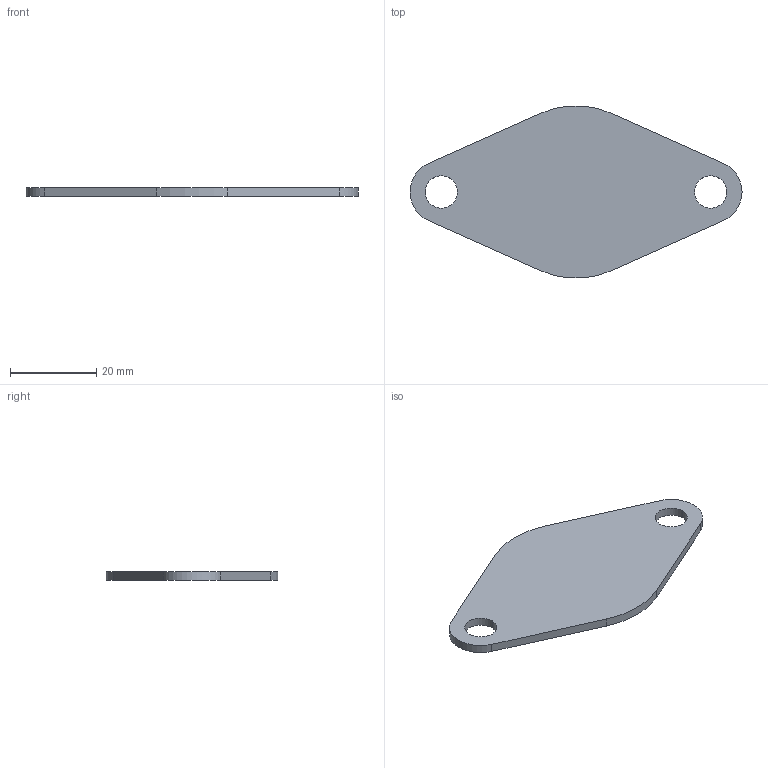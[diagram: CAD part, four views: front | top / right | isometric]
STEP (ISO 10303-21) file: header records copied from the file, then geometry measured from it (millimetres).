
FILE_DESCRIPTION(('CATIA V5 STEP Exchange'),'2;1');
FILE_NAME('PLAQUE FERMETURE EGR.stp','2019-09-25T10:18:07+00:00',('none'),('none'),'CATIA Version 5-6 Release 2014 SP5','CATIA V5 STEP AP203','none');
FILE_SCHEMA(('CONFIG_CONTROL_DESIGN'));
Length unit declared in the file: millimetre
Products named in the file (1): PLAQUE FERMETURE EGR
Bounding box: 77 x 39.86 x 2 mm (x, y, z)
Volume: 3847.4 mm3; surface area: 4303.9 mm2
Topology: 1 solids, 1 shells, 14 faces, 36 edges, 24 vertices
Faces by surface type: cylinder 8, plane 6
Entity records: 463 total; most frequent: CARTESIAN_POINT 74, ORIENTED_EDGE 72, DIRECTION 62, EDGE_CURVE 36, AXIS2_PLACEMENT_3D 30, VERTEX_POINT 24, VECTOR 20, LINE 20
